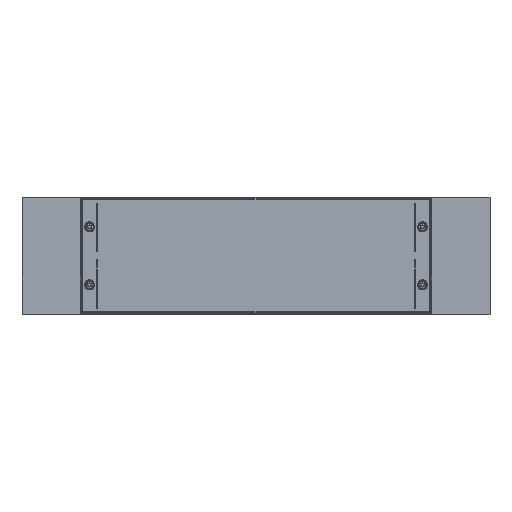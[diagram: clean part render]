
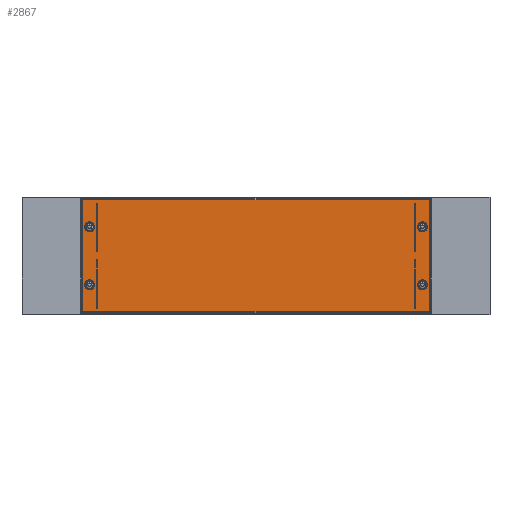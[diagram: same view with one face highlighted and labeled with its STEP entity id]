
A CAD part, top view. The second image highlights one B-rep face of the part: STEP entity #2867.
In plain terms, the highlighted planar face has unit normal (0, 0, 1).
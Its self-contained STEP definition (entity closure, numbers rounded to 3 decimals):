
#147 = CARTESIAN_POINT ( 'NONE',  ( -296., 96., 0.75 ) ) ;
#189 = CIRCLE ( 'NONE', #5446, 7.509 ) ;
#245 = VECTOR ( 'NONE', #5917, 1000. ) ;
#260 = EDGE_CURVE ( 'NONE', #644, #3391, #189, .T. ) ;
#298 = EDGE_CURVE ( 'NONE', #2732, #1595, #6929, .T. ) ;
#310 = DIRECTION ( 'NONE',  ( -1., 0., 0. ) ) ;
#320 = DIRECTION ( 'NONE',  ( 0., 0., -1. ) ) ;
#322 = CARTESIAN_POINT ( 'NONE',  ( -284.5, -49.5, 0.75 ) ) ;
#335 = CARTESIAN_POINT ( 'NONE',  ( -296., 0., 0.75 ) ) ;
#424 = VERTEX_POINT ( 'NONE', #1302 ) ;
#426 = LINE ( 'NONE', #5997, #245 ) ;
#432 = EDGE_CURVE ( 'NONE', #6882, #1097, #6035, .T. ) ;
#542 = VERTEX_POINT ( 'NONE', #3158 ) ;
#549 = AXIS2_PLACEMENT_3D ( 'NONE', #5375, #6130, #1387 ) ;
#607 = EDGE_CURVE ( 'NONE', #3391, #644, #5292, .T. ) ;
#644 = VERTEX_POINT ( 'NONE', #2275 ) ;
#743 = EDGE_CURVE ( 'NONE', #3262, #3952, #4680, .T. ) ;
#750 = EDGE_LOOP ( 'NONE', ( #3385, #3397 ) ) ;
#846 = EDGE_LOOP ( 'NONE', ( #3324, #3337 ) ) ;
#1041 = VECTOR ( 'NONE', #1573, 1000. ) ;
#1097 = VERTEX_POINT ( 'NONE', #4202 ) ;
#1112 = DIRECTION ( 'NONE',  ( -1., 0., 0. ) ) ;
#1161 = DIRECTION ( 'NONE',  ( 0., 0., -1. ) ) ;
#1302 = CARTESIAN_POINT ( 'NONE',  ( -296., -96., 0.75 ) ) ;
#1376 = CIRCLE ( 'NONE', #5263, 7.509 ) ;
#1387 = DIRECTION ( 'NONE',  ( -1., 0., 0. ) ) ;
#1392 = DIRECTION ( 'NONE',  ( 0., -1., 0. ) ) ;
#1521 = CARTESIAN_POINT ( 'NONE',  ( -276.991, 49.5, 0.75 ) ) ;
#1573 = DIRECTION ( 'NONE',  ( 1., 0., 0. ) ) ;
#1577 = CARTESIAN_POINT ( 'NONE',  ( 0., -96., 0.75 ) ) ;
#1595 = VERTEX_POINT ( 'NONE', #2025 ) ;
#1600 = CARTESIAN_POINT ( 'NONE',  ( 292.009, 49.5, 0.75 ) ) ;
#1608 = AXIS2_PLACEMENT_3D ( 'NONE', #6374, #5920, #6166 ) ;
#1699 = CARTESIAN_POINT ( 'NONE',  ( 276.991, -49.5, 0.75 ) ) ;
#1712 = CARTESIAN_POINT ( 'NONE',  ( 0., 96., 0.75 ) ) ;
#1798 = EDGE_CURVE ( 'NONE', #1595, #2732, #1376, .T. ) ;
#2025 = CARTESIAN_POINT ( 'NONE',  ( -276.991, -49.5, 0.75 ) ) ;
#2070 = EDGE_LOOP ( 'NONE', ( #3310, #3314 ) ) ;
#2101 = EDGE_CURVE ( 'NONE', #1097, #6882, #3569, .T. ) ;
#2132 = VERTEX_POINT ( 'NONE', #147 ) ;
#2203 = EDGE_CURVE ( 'NONE', #2132, #424, #7000, .T. ) ;
#2275 = CARTESIAN_POINT ( 'NONE',  ( -292.009, 49.5, 0.75 ) ) ;
#2540 = EDGE_CURVE ( 'NONE', #3952, #3262, #5639, .T. ) ;
#2732 = VERTEX_POINT ( 'NONE', #3996 ) ;
#2799 = EDGE_CURVE ( 'NONE', #542, #2132, #4932, .T. ) ;
#2867 = ADVANCED_FACE ( 'NONE', ( #4784, #4809, #4770, #4763, #4792 ), #5785, .F. ) ;
#3158 = CARTESIAN_POINT ( 'NONE',  ( 296., 96., 0.75 ) ) ;
#3262 = VERTEX_POINT ( 'NONE', #3468 ) ;
#3267 = ORIENTED_EDGE ( 'NONE', *, *, #2799, .T. ) ;
#3291 = ORIENTED_EDGE ( 'NONE', *, *, #2203, .T. ) ;
#3305 = ORIENTED_EDGE ( 'NONE', *, *, #6855, .T. ) ;
#3308 = ORIENTED_EDGE ( 'NONE', *, *, #4517, .T. ) ;
#3310 = ORIENTED_EDGE ( 'NONE', *, *, #607, .T. ) ;
#3314 = ORIENTED_EDGE ( 'NONE', *, *, #260, .T. ) ;
#3324 = ORIENTED_EDGE ( 'NONE', *, *, #1798, .T. ) ;
#3337 = ORIENTED_EDGE ( 'NONE', *, *, #298, .T. ) ;
#3369 = ORIENTED_EDGE ( 'NONE', *, *, #2101, .T. ) ;
#3376 = ORIENTED_EDGE ( 'NONE', *, *, #432, .T. ) ;
#3385 = ORIENTED_EDGE ( 'NONE', *, *, #2540, .T. ) ;
#3391 = VERTEX_POINT ( 'NONE', #1521 ) ;
#3397 = ORIENTED_EDGE ( 'NONE', *, *, #743, .T. ) ;
#3468 = CARTESIAN_POINT ( 'NONE',  ( 276.991, 49.5, 0.75 ) ) ;
#3531 = DIRECTION ( 'NONE',  ( -1., 0., 0. ) ) ;
#3569 = CIRCLE ( 'NONE', #4802, 7.509 ) ;
#3672 = DIRECTION ( 'NONE',  ( 0., 0., -1. ) ) ;
#3696 = CARTESIAN_POINT ( 'NONE',  ( 284.5, 49.5, 0.75 ) ) ;
#3775 = AXIS2_PLACEMENT_3D ( 'NONE', #6071, #5707, #5533 ) ;
#3802 = EDGE_LOOP ( 'NONE', ( #3267, #3291, #3305, #3308 ) ) ;
#3850 = DIRECTION ( 'NONE',  ( 0., 0., -1. ) ) ;
#3860 = DIRECTION ( 'NONE',  ( -1., 0., 0. ) ) ;
#3952 = VERTEX_POINT ( 'NONE', #1600 ) ;
#3996 = CARTESIAN_POINT ( 'NONE',  ( -292.009, -49.5, 0.75 ) ) ;
#4092 = VERTEX_POINT ( 'NONE', #5951 ) ;
#4202 = CARTESIAN_POINT ( 'NONE',  ( 292.009, -49.5, 0.75 ) ) ;
#4348 = AXIS2_PLACEMENT_3D ( 'NONE', #3696, #3672, #3531 ) ;
#4477 = AXIS2_PLACEMENT_3D ( 'NONE', #322, #320, #310 ) ;
#4517 = EDGE_CURVE ( 'NONE', #4092, #542, #426, .T. ) ;
#4680 = CIRCLE ( 'NONE', #6932, 7.509 ) ;
#4709 = CARTESIAN_POINT ( 'NONE',  ( -284.5, -49.5, 0.75 ) ) ;
#4763 = FACE_BOUND ( 'NONE', #5264, .T. ) ;
#4770 = FACE_BOUND ( 'NONE', #846, .T. ) ;
#4784 = FACE_OUTER_BOUND ( 'NONE', #3802, .T. ) ;
#4792 = FACE_BOUND ( 'NONE', #750, .T. ) ;
#4802 = AXIS2_PLACEMENT_3D ( 'NONE', #6824, #6589, #6278 ) ;
#4809 = FACE_BOUND ( 'NONE', #2070, .T. ) ;
#4865 = VECTOR ( 'NONE', #1112, 1000. ) ;
#4932 = LINE ( 'NONE', #1712, #4865 ) ;
#5086 = DIRECTION ( 'NONE',  ( -1., 0., 0. ) ) ;
#5148 = DIRECTION ( 'NONE',  ( 0., 0., -1. ) ) ;
#5160 = CARTESIAN_POINT ( 'NONE',  ( -284.5, 49.5, 0.75 ) ) ;
#5174 = LINE ( 'NONE', #1577, #1041 ) ;
#5263 = AXIS2_PLACEMENT_3D ( 'NONE', #4709, #3850, #3860 ) ;
#5264 = EDGE_LOOP ( 'NONE', ( #3369, #3376 ) ) ;
#5292 = CIRCLE ( 'NONE', #549, 7.509 ) ;
#5375 = CARTESIAN_POINT ( 'NONE',  ( -284.5, 49.5, 0.75 ) ) ;
#5446 = AXIS2_PLACEMENT_3D ( 'NONE', #5160, #5148, #5086 ) ;
#5514 = DIRECTION ( 'NONE',  ( -1., 0., 0. ) ) ;
#5533 = DIRECTION ( 'NONE',  ( -1., 0., 0. ) ) ;
#5639 = CIRCLE ( 'NONE', #4348, 7.509 ) ;
#5707 = DIRECTION ( 'NONE',  ( 0., 0., -1. ) ) ;
#5776 = CARTESIAN_POINT ( 'NONE',  ( 284.5, 49.5, 0.75 ) ) ;
#5785 = PLANE ( 'NONE',  #3775 ) ;
#5917 = DIRECTION ( 'NONE',  ( 0., 1., 0. ) ) ;
#5920 = DIRECTION ( 'NONE',  ( 0., 0., -1. ) ) ;
#5951 = CARTESIAN_POINT ( 'NONE',  ( 296., -96., 0.75 ) ) ;
#5997 = CARTESIAN_POINT ( 'NONE',  ( 296., 0., 0.75 ) ) ;
#6035 = CIRCLE ( 'NONE', #1608, 7.509 ) ;
#6071 = CARTESIAN_POINT ( 'NONE',  ( 0., 0., 0.75 ) ) ;
#6130 = DIRECTION ( 'NONE',  ( 0., 0., -1. ) ) ;
#6166 = DIRECTION ( 'NONE',  ( -1., 0., 0. ) ) ;
#6278 = DIRECTION ( 'NONE',  ( -1., 0., 0. ) ) ;
#6374 = CARTESIAN_POINT ( 'NONE',  ( 284.5, -49.5, 0.75 ) ) ;
#6589 = DIRECTION ( 'NONE',  ( 0., 0., -1. ) ) ;
#6824 = CARTESIAN_POINT ( 'NONE',  ( 284.5, -49.5, 0.75 ) ) ;
#6855 = EDGE_CURVE ( 'NONE', #424, #4092, #5174, .T. ) ;
#6882 = VERTEX_POINT ( 'NONE', #1699 ) ;
#6929 = CIRCLE ( 'NONE', #4477, 7.509 ) ;
#6932 = AXIS2_PLACEMENT_3D ( 'NONE', #5776, #1161, #5514 ) ;
#6973 = VECTOR ( 'NONE', #1392, 1000. ) ;
#7000 = LINE ( 'NONE', #335, #6973 ) ;
